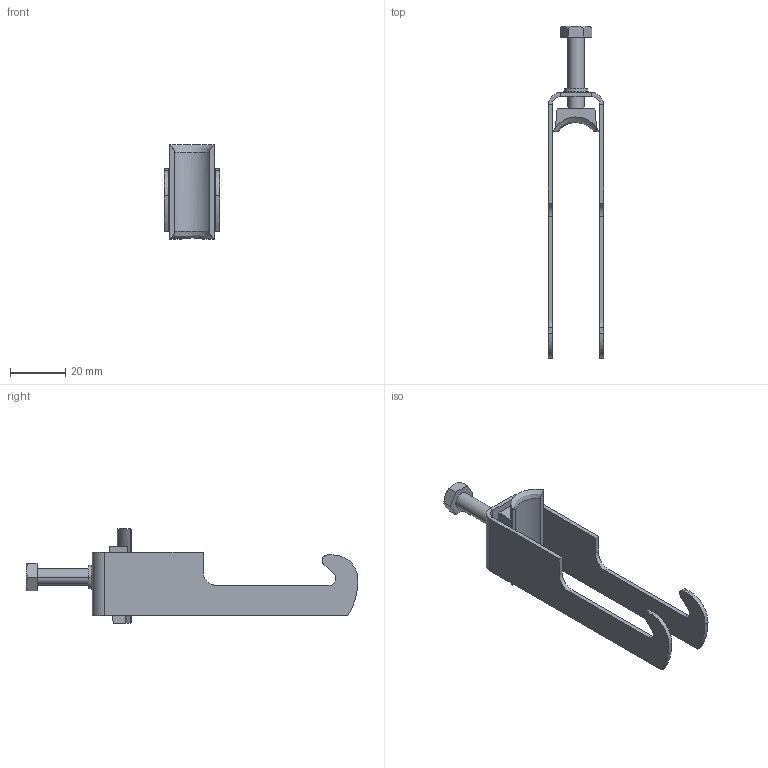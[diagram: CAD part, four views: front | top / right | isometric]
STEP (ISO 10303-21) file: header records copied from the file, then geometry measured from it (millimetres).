
FILE_DESCRIPTION (( 'STEP AP214' ), '1' );
FILE_NAME ('1181165.stp', '2017-09-15T12:32:25', ( '' ), ( '' ), 'SwSTEP 2.0', 'SolidWorks 2016', '' );
FILE_SCHEMA (( 'AUTOMOTIVE_DESIGN' ));
Length unit declared in the file: millimetre
Products named in the file (5): EB101-03-02_Standard; EB101-00-04_Standard; EB101-00-03_M6 x 26; EB501-03-01_2 fach; 1181165
Assembly tree (4 placements, depth 2):
  1181165
    EB501-03-01_2 fach
    EB101-00-03_M6 x 26
    EB101-00-04_Standard
    EB101-03-02_Standard
Bounding box: 20 x 120 x 34 mm (x, y, z)
Volume: 8138.8 mm3; surface area: 11352 mm2
Topology: 4 solids, 4 shells, 176 faces, 438 edges, 275 vertices
Faces by surface type: plane 123, cylinder 33, cone 10, torus 8, bspline 2
Entity records: 5687 total; most frequent: CARTESIAN_POINT 1299, DIRECTION 875, ORIENTED_EDGE 872, EDGE_CURVE 436, VECTOR 297, LINE 297, AXIS2_PLACEMENT_3D 289, VERTEX_POINT 275
